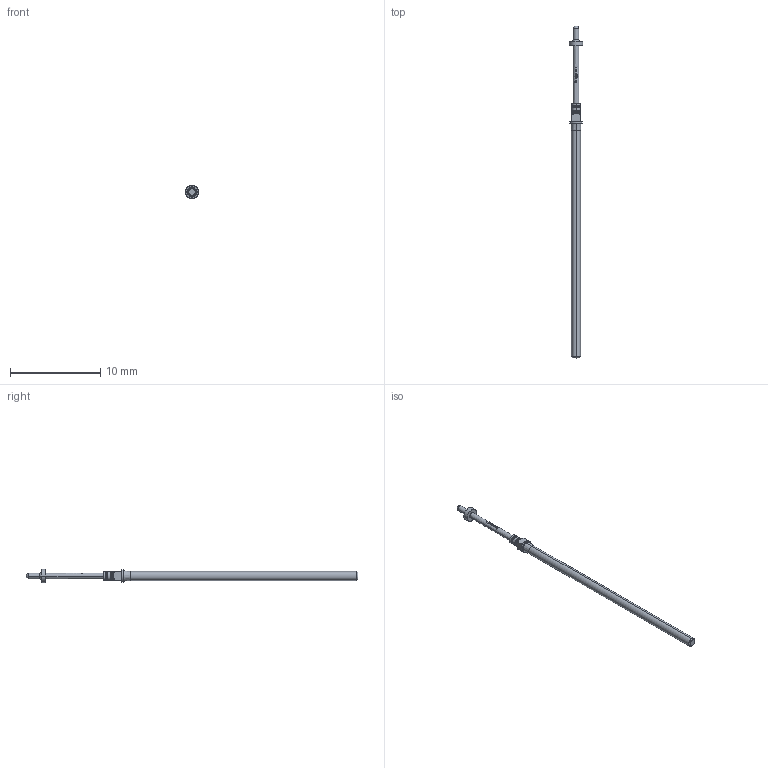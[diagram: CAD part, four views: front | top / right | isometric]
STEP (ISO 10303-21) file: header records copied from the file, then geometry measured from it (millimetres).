
FILE_DESCRIPTION (( 'STEP AP203' ), '1' );
FILE_NAME ('INGUN_T-075_305_060_170_150Axx02M.STEP', '2023-09-11T09:56:29', ( '' ), ( '' ), 'SwSTEP 2.0', 'SolidWorks 2021', '' );
FILE_SCHEMA (( 'CONFIG_CONTROL_DESIGN' ));
Length unit declared in the file: millimetre
Products named in the file (1): INGUN_T-075_305_060_170_150Axx02M
Bounding box: 1.5 x 36.8 x 1.5 mm (x, y, z)
Volume: 25.9 mm3; surface area: 113.2 mm2
Topology: 1 solids, 1 shells, 104 faces, 258 edges, 165 vertices
Faces by surface type: bspline 51, cone 15, cylinder 14, plane 13, torus 10, sphere 1
Entity records: 4015 total; most frequent: CARTESIAN_POINT 1900, ORIENTED_EDGE 512, DIRECTION 262, EDGE_CURVE 256, VERTEX_POINT 164, B_SPLINE_CURVE_WITH_KNOTS 162, AXIS2_PLACEMENT_3D 114, EDGE_LOOP 114
